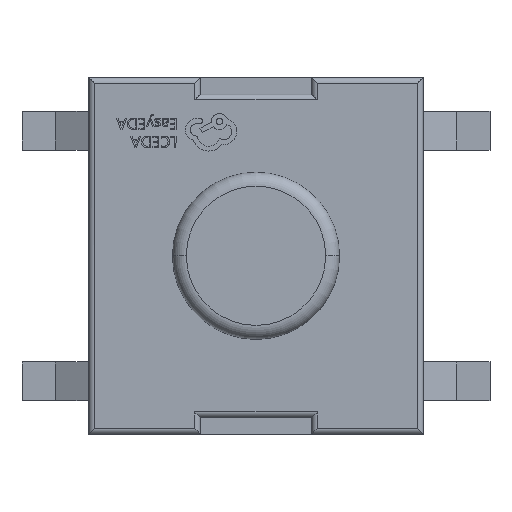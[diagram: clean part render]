
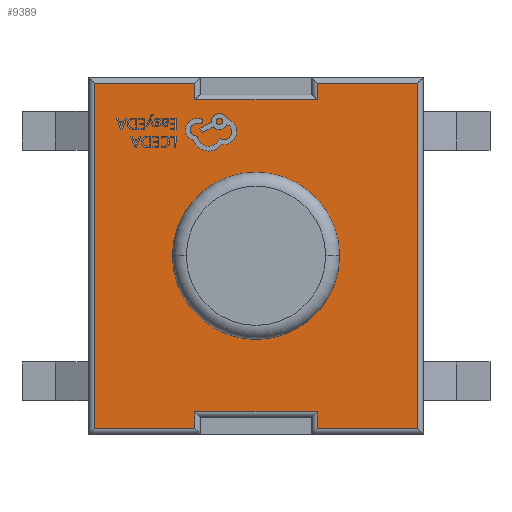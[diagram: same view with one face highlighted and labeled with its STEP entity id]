
A CAD part, top view. The second image highlights one B-rep face of the part: STEP entity #9389.
In plain terms, the highlighted planar face has unit normal (0, 0, 1).
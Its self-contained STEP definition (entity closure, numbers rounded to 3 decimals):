
#236 = CARTESIAN_POINT ( 'NONE',  ( 0.1, -3.2, 0. ) ) ;
#363 = ORIENTED_EDGE ( 'NONE', *, *, #1876, .T. ) ;
#1045 = VECTOR ( 'NONE', #8058, 1000. ) ;
#1089 = VECTOR ( 'NONE', #8104, 1000. ) ;
#1375 = DIRECTION ( 'NONE',  ( 1., 0., 0. ) ) ;
#1750 = CARTESIAN_POINT ( 'NONE',  ( 3., 0., 0. ) ) ;
#1786 = CARTESIAN_POINT ( 'NONE',  ( 1.5, 0., 0. ) ) ;
#1838 = CARTESIAN_POINT ( 'NONE',  ( 1.9, -2.8, 0. ) ) ;
#1876 = EDGE_CURVE ( 'NONE', #17873, #4532, #2553, .T. ) ;
#1940 = DIRECTION ( 'NONE',  ( 1., 0., 0. ) ) ;
#2087 = LINE ( 'NONE', #2179, #1089 ) ;
#2179 = CARTESIAN_POINT ( 'NONE',  ( 4., -2.8, 0. ) ) ;
#2221 = DIRECTION ( 'NONE',  ( 0., 0., 1. ) ) ;
#2316 = VECTOR ( 'NONE', #14930, 1000. ) ;
#2425 = FACE_OUTER_BOUND ( 'NONE', #19374, .T. ) ;
#2553 = LINE ( 'NONE', #4434, #7067 ) ;
#2563 = VERTEX_POINT ( 'NONE', #6211 ) ;
#2776 = CARTESIAN_POINT ( 'NONE',  ( 4.5, 0., 0. ) ) ;
#2991 = ORIENTED_EDGE ( 'NONE', *, *, #4765, .F. ) ;
#3318 = DIRECTION ( 'NONE',  ( 1., 0., 0. ) ) ;
#3583 = DIRECTION ( 'NONE',  ( -1., 0., 0. ) ) ;
#4210 = DIRECTION ( 'NONE',  ( 0., 0., 1. ) ) ;
#4267 = VECTOR ( 'NONE', #12265, 1000. ) ;
#4373 = LINE ( 'NONE', #8930, #2316 ) ;
#4434 = CARTESIAN_POINT ( 'NONE',  ( 4.1, -3.2, 0. ) ) ;
#4452 = CIRCLE ( 'NONE', #14892, 1.5 ) ;
#4517 = VERTEX_POINT ( 'NONE', #17722 ) ;
#4532 = VERTEX_POINT ( 'NONE', #15087 ) ;
#4765 = EDGE_CURVE ( 'NONE', #18618, #12153, #19031, .T. ) ;
#4797 = LINE ( 'NONE', #13986, #6108 ) ;
#5087 = CARTESIAN_POINT ( 'NONE',  ( 0.1, -3.1, 0. ) ) ;
#5579 = ORIENTED_EDGE ( 'NONE', *, *, #6530, .T. ) ;
#5620 = EDGE_CURVE ( 'NONE', #10505, #4517, #4797, .T. ) ;
#5630 = VERTEX_POINT ( 'NONE', #1838 ) ;
#5867 = EDGE_CURVE ( 'NONE', #7610, #17873, #8956, .T. ) ;
#5891 = CARTESIAN_POINT ( 'NONE',  ( 5.9, 3.1, 0. ) ) ;
#6108 = VECTOR ( 'NONE', #12331, 1000. ) ;
#6139 = AXIS2_PLACEMENT_3D ( 'NONE', #1750, #11029, #3318 ) ;
#6211 = CARTESIAN_POINT ( 'NONE',  ( 1.9, 2.8, 0. ) ) ;
#6427 = LINE ( 'NONE', #12492, #13234 ) ;
#6530 = EDGE_CURVE ( 'NONE', #14016, #7610, #13353, .T. ) ;
#6559 = EDGE_CURVE ( 'NONE', #12153, #18618, #4452, .T. ) ;
#6607 = EDGE_CURVE ( 'NONE', #12332, #18182, #18560, .T. ) ;
#6970 = ORIENTED_EDGE ( 'NONE', *, *, #6607, .T. ) ;
#7067 = VECTOR ( 'NONE', #7089, 1000. ) ;
#7089 = DIRECTION ( 'NONE',  ( 0., -1., 0. ) ) ;
#7610 = VERTEX_POINT ( 'NONE', #5891 ) ;
#8058 = DIRECTION ( 'NONE',  ( 0., -1., 0. ) ) ;
#8104 = DIRECTION ( 'NONE',  ( 1., 0., 0. ) ) ;
#8359 = ORIENTED_EDGE ( 'NONE', *, *, #9145, .T. ) ;
#8667 = DIRECTION ( 'NONE',  ( -1., 0., 0. ) ) ;
#8930 = CARTESIAN_POINT ( 'NONE',  ( 1.9, -2.9, 0. ) ) ;
#8956 = LINE ( 'NONE', #16124, #18677 ) ;
#9121 = CARTESIAN_POINT ( 'NONE',  ( 1.9, 3.1, 0. ) ) ;
#9145 = EDGE_CURVE ( 'NONE', #16504, #16487, #10282, .T. ) ;
#9389 = ADVANCED_FACE ( 'NONE', ( #10351, #2425 ), #17681, .T. ) ;
#9736 = EDGE_CURVE ( 'NONE', #5630, #12332, #2087, .T. ) ;
#9854 = ORIENTED_EDGE ( 'NONE', *, *, #14177, .T. ) ;
#10146 = ORIENTED_EDGE ( 'NONE', *, *, #5620, .T. ) ;
#10259 = DIRECTION ( 'NONE',  ( 1., 0., 0. ) ) ;
#10282 = LINE ( 'NONE', #10372, #10528 ) ;
#10351 = FACE_BOUND ( 'NONE', #17799, .T. ) ;
#10372 = CARTESIAN_POINT ( 'NONE',  ( 2., -3.1, 0. ) ) ;
#10446 = ORIENTED_EDGE ( 'NONE', *, *, #10731, .T. ) ;
#10505 = VERTEX_POINT ( 'NONE', #9121 ) ;
#10528 = VECTOR ( 'NONE', #1375, 1000. ) ;
#10731 = EDGE_CURVE ( 'NONE', #18182, #14016, #17830, .T. ) ;
#10979 = ORIENTED_EDGE ( 'NONE', *, *, #14891, .T. ) ;
#11029 = DIRECTION ( 'NONE',  ( 0., 0., 1. ) ) ;
#11260 = CARTESIAN_POINT ( 'NONE',  ( 1.9, -3.2, 0. ) ) ;
#11544 = ORIENTED_EDGE ( 'NONE', *, *, #12075, .T. ) ;
#11581 = ORIENTED_EDGE ( 'NONE', *, *, #5867, .T. ) ;
#12075 = EDGE_CURVE ( 'NONE', #4517, #16504, #13819, .T. ) ;
#12101 = ORIENTED_EDGE ( 'NONE', *, *, #9736, .T. ) ;
#12153 = VERTEX_POINT ( 'NONE', #1786 ) ;
#12248 = CARTESIAN_POINT ( 'NONE',  ( 5.9, -3.1, 0. ) ) ;
#12265 = DIRECTION ( 'NONE',  ( 1., 0., 0. ) ) ;
#12331 = DIRECTION ( 'NONE',  ( -1., 0., 0. ) ) ;
#12332 = VERTEX_POINT ( 'NONE', #14781 ) ;
#12492 = CARTESIAN_POINT ( 'NONE',  ( 2., 2.8, 0. ) ) ;
#13234 = VECTOR ( 'NONE', #3583, 1000. ) ;
#13353 = LINE ( 'NONE', #13885, #16750 ) ;
#13745 = DIRECTION ( 'NONE',  ( 0., -1., 0. ) ) ;
#13757 = ORIENTED_EDGE ( 'NONE', *, *, #17912, .T. ) ;
#13819 = LINE ( 'NONE', #236, #16639 ) ;
#13885 = CARTESIAN_POINT ( 'NONE',  ( 5.9, 3.2, 0. ) ) ;
#13986 = CARTESIAN_POINT ( 'NONE',  ( 0., 3.1, 0. ) ) ;
#14016 = VERTEX_POINT ( 'NONE', #12248 ) ;
#14114 = ORIENTED_EDGE ( 'NONE', *, *, #6559, .F. ) ;
#14177 = EDGE_CURVE ( 'NONE', #2563, #10505, #14307, .T. ) ;
#14209 = DIRECTION ( 'NONE',  ( 0., 1., 0. ) ) ;
#14273 = AXIS2_PLACEMENT_3D ( 'NONE', #19372, #4210, #10259 ) ;
#14307 = LINE ( 'NONE', #11260, #17698 ) ;
#14598 = CARTESIAN_POINT ( 'NONE',  ( 4.1, -3.1, 0. ) ) ;
#14781 = CARTESIAN_POINT ( 'NONE',  ( 4.1, -2.8, 0. ) ) ;
#14891 = EDGE_CURVE ( 'NONE', #16487, #5630, #4373, .T. ) ;
#14892 = AXIS2_PLACEMENT_3D ( 'NONE', #15734, #2221, #1940 ) ;
#14930 = DIRECTION ( 'NONE',  ( 0., 1., 0. ) ) ;
#15087 = CARTESIAN_POINT ( 'NONE',  ( 4.1, 2.8, 0. ) ) ;
#15734 = CARTESIAN_POINT ( 'NONE',  ( 3., 0., 0. ) ) ;
#16124 = CARTESIAN_POINT ( 'NONE',  ( 4., 3.1, 0. ) ) ;
#16487 = VERTEX_POINT ( 'NONE', #18767 ) ;
#16504 = VERTEX_POINT ( 'NONE', #5087 ) ;
#16639 = VECTOR ( 'NONE', #13745, 1000. ) ;
#16750 = VECTOR ( 'NONE', #18382, 1000. ) ;
#17155 = CARTESIAN_POINT ( 'NONE',  ( 4.1, 3.1, 0. ) ) ;
#17681 = PLANE ( 'NONE',  #14273 ) ;
#17698 = VECTOR ( 'NONE', #14209, 1000. ) ;
#17722 = CARTESIAN_POINT ( 'NONE',  ( 0.1, 3.1, 0. ) ) ;
#17799 = EDGE_LOOP ( 'NONE', ( #14114, #2991 ) ) ;
#17830 = LINE ( 'NONE', #19318, #4267 ) ;
#17873 = VERTEX_POINT ( 'NONE', #17155 ) ;
#17912 = EDGE_CURVE ( 'NONE', #4532, #2563, #6427, .T. ) ;
#18182 = VERTEX_POINT ( 'NONE', #14598 ) ;
#18382 = DIRECTION ( 'NONE',  ( 0., 1., 0. ) ) ;
#18560 = LINE ( 'NONE', #18758, #1045 ) ;
#18618 = VERTEX_POINT ( 'NONE', #2776 ) ;
#18677 = VECTOR ( 'NONE', #8667, 1000. ) ;
#18758 = CARTESIAN_POINT ( 'NONE',  ( 4.1, -3.2, 0. ) ) ;
#18767 = CARTESIAN_POINT ( 'NONE',  ( 1.9, -3.1, 0. ) ) ;
#19031 = CIRCLE ( 'NONE', #6139, 1.5 ) ;
#19318 = CARTESIAN_POINT ( 'NONE',  ( 6., -3.1, 0. ) ) ;
#19372 = CARTESIAN_POINT ( 'NONE',  ( 6., -3.2, 0. ) ) ;
#19374 = EDGE_LOOP ( 'NONE', ( #10446, #5579, #11581, #363, #13757, #9854, #10146, #11544, #8359, #10979, #12101, #6970 ) ) ;
